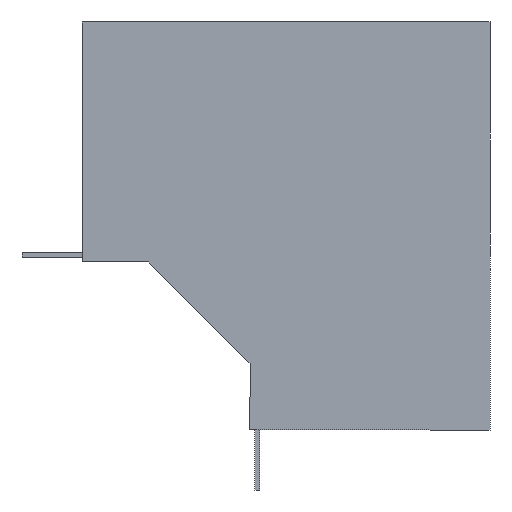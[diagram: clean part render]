
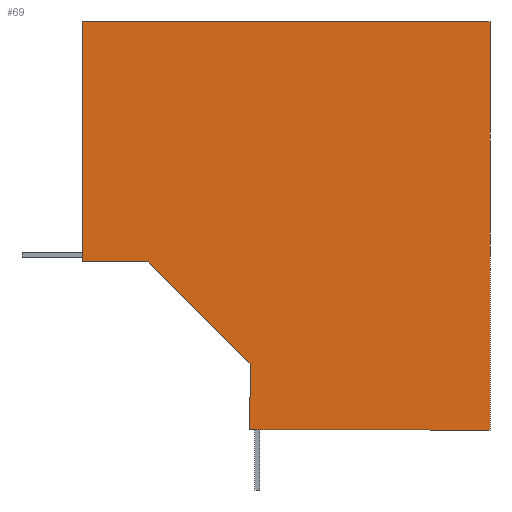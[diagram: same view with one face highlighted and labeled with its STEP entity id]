
A CAD part, front view. The second image highlights one B-rep face of the part: STEP entity #69.
In plain terms, the highlighted planar face has unit normal (0, -1, 0).
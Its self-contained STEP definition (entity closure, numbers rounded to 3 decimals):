
#1 = DIRECTION ( 'NONE',  ( 0., 0., -1. ) ) ;
#5 = EDGE_CURVE ( 'NONE', #714, #1105, #953, .T. ) ;
#8 = LINE ( 'NONE', #11, #345 ) ;
#11 = CARTESIAN_POINT ( 'NONE',  ( 0., -2., -170. ) ) ;
#13 = VERTEX_POINT ( 'NONE', #95 ) ;
#31 = EDGE_CURVE ( 'NONE', #838, #714, #8, .T. ) ;
#69 = ADVANCED_FACE ( 'NONE', ( #584 ), #897, .F. ) ;
#82 = CARTESIAN_POINT ( 'NONE',  ( 0., -2., -170. ) ) ;
#95 = CARTESIAN_POINT ( 'NONE',  ( -142.426, -2., -100. ) ) ;
#187 = LINE ( 'NONE', #340, #827 ) ;
#207 = EDGE_CURVE ( 'NONE', #1105, #1094, #304, .T. ) ;
#227 = VECTOR ( 'NONE', #441, 1000. ) ;
#230 = LINE ( 'NONE', #447, #227 ) ;
#262 = VECTOR ( 'NONE', #542, 1000. ) ;
#269 = LINE ( 'NONE', #544, #262 ) ;
#294 = DIRECTION ( 'NONE',  ( 0., 0., 1. ) ) ;
#300 = VECTOR ( 'NONE', #598, 1000. ) ;
#301 = CARTESIAN_POINT ( 'NONE',  ( -170., -2., -100. ) ) ;
#304 = LINE ( 'NONE', #603, #300 ) ;
#328 = DIRECTION ( 'NONE',  ( -1., 0., 0. ) ) ;
#331 = CARTESIAN_POINT ( 'NONE',  ( -170., -2., -100. ) ) ;
#332 = VECTOR ( 'NONE', #328, 1000. ) ;
#340 = CARTESIAN_POINT ( 'NONE',  ( -142.426, -2., -100. ) ) ;
#345 = VECTOR ( 'NONE', #1, 1000. ) ;
#348 = DIRECTION ( 'NONE',  ( -1., 0., 0. ) ) ;
#354 = CARTESIAN_POINT ( 'NONE',  ( -100., -2., -170. ) ) ;
#364 = CARTESIAN_POINT ( 'NONE',  ( -100., -2., -142.426 ) ) ;
#417 = CARTESIAN_POINT ( 'NONE',  ( 0., -2., 0. ) ) ;
#419 = ORIENTED_EDGE ( 'NONE', *, *, #1122, .F. ) ;
#424 = ORIENTED_EDGE ( 'NONE', *, *, #1177, .F. ) ;
#429 = ORIENTED_EDGE ( 'NONE', *, *, #518, .F. ) ;
#431 = CARTESIAN_POINT ( 'NONE',  ( -170., -2., 0. ) ) ;
#438 = AXIS2_PLACEMENT_3D ( 'NONE', #856, #855, #852 ) ;
#441 = DIRECTION ( 'NONE',  ( -0.707, 0., 0.707 ) ) ;
#447 = CARTESIAN_POINT ( 'NONE',  ( -100., -2., -142.426 ) ) ;
#465 = CARTESIAN_POINT ( 'NONE',  ( 0., -2., -170. ) ) ;
#518 = EDGE_CURVE ( 'NONE', #790, #838, #269, .T. ) ;
#542 = DIRECTION ( 'NONE',  ( 1., 0., 0. ) ) ;
#544 = CARTESIAN_POINT ( 'NONE',  ( 0., -2., 0. ) ) ;
#584 = FACE_OUTER_BOUND ( 'NONE', #1198, .T. ) ;
#598 = DIRECTION ( 'NONE',  ( 0., 0., 1. ) ) ;
#603 = CARTESIAN_POINT ( 'NONE',  ( -100., -2., -170. ) ) ;
#621 = LINE ( 'NONE', #301, #937 ) ;
#714 = VERTEX_POINT ( 'NONE', #465 ) ;
#742 = EDGE_CURVE ( 'NONE', #1094, #13, #230, .T. ) ;
#790 = VERTEX_POINT ( 'NONE', #431 ) ;
#827 = VECTOR ( 'NONE', #348, 1000. ) ;
#838 = VERTEX_POINT ( 'NONE', #417 ) ;
#852 = DIRECTION ( 'NONE',  ( 0., 0., 1. ) ) ;
#855 = DIRECTION ( 'NONE',  ( 0., 1., 0. ) ) ;
#856 = CARTESIAN_POINT ( 'NONE',  ( 0., -2., 0. ) ) ;
#897 = PLANE ( 'NONE',  #438 ) ;
#937 = VECTOR ( 'NONE', #294, 1000. ) ;
#953 = LINE ( 'NONE', #82, #332 ) ;
#1094 = VERTEX_POINT ( 'NONE', #364 ) ;
#1105 = VERTEX_POINT ( 'NONE', #354 ) ;
#1113 = ORIENTED_EDGE ( 'NONE', *, *, #742, .F. ) ;
#1114 = ORIENTED_EDGE ( 'NONE', *, *, #207, .F. ) ;
#1115 = ORIENTED_EDGE ( 'NONE', *, *, #5, .F. ) ;
#1118 = ORIENTED_EDGE ( 'NONE', *, *, #31, .F. ) ;
#1122 = EDGE_CURVE ( 'NONE', #13, #1137, #187, .T. ) ;
#1137 = VERTEX_POINT ( 'NONE', #331 ) ;
#1177 = EDGE_CURVE ( 'NONE', #1137, #790, #621, .T. ) ;
#1198 = EDGE_LOOP ( 'NONE', ( #429, #424, #419, #1113, #1114, #1115, #1118 ) ) ;
